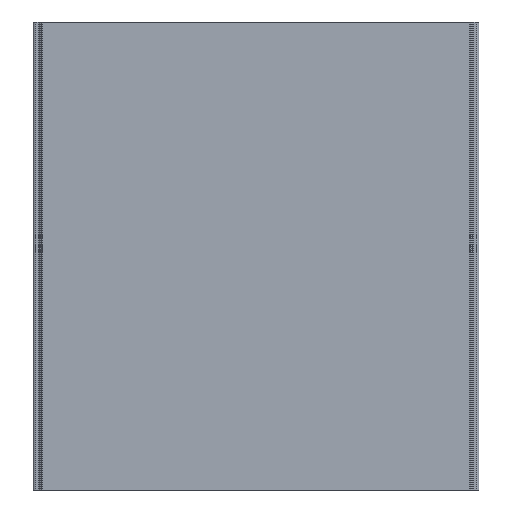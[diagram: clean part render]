
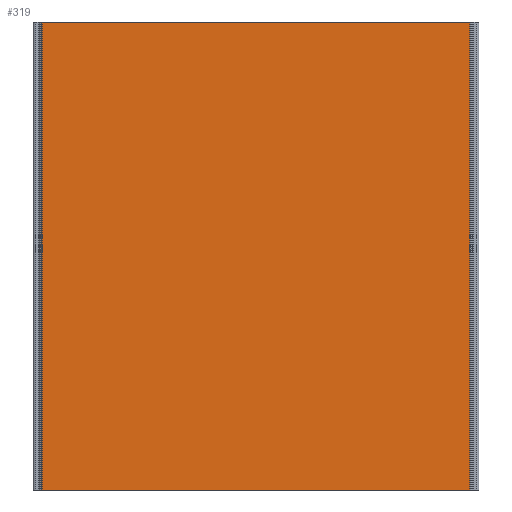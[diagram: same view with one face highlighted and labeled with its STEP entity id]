
A CAD part, front view. The second image highlights one B-rep face of the part: STEP entity #319.
In plain terms, the highlighted planar face has unit normal (0, -1, 0).
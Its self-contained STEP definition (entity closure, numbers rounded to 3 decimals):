
#105 = VERTEX_POINT('',#106);
#106 = CARTESIAN_POINT('',(73.036,-66.,-80.));
#113 = EDGE_CURVE('',#114,#105,#116,.T.);
#114 = VERTEX_POINT('',#115);
#115 = CARTESIAN_POINT('',(-73.036,-66.,-80.));
#116 = LINE('',#117,#118);
#117 = CARTESIAN_POINT('',(-73.25,-66.,-80.));
#118 = VECTOR('',#119,1.);
#119 = DIRECTION('',(1.,0.,0.));
#294 = VERTEX_POINT('',#295);
#295 = CARTESIAN_POINT('',(73.036,-66.,80.));
#302 = EDGE_CURVE('',#294,#105,#303,.T.);
#303 = LINE('',#304,#305);
#304 = CARTESIAN_POINT('',(73.036,-66.,0.));
#305 = VECTOR('',#306,1.);
#306 = DIRECTION('',(0.,0.,-1.));
#319 = ADVANCED_FACE('',(#320),#338,.T.);
#320 = FACE_BOUND('',#321,.T.);
#321 = EDGE_LOOP('',(#322,#323,#331,#337));
#322 = ORIENTED_EDGE('',*,*,#302,.F.);
#323 = ORIENTED_EDGE('',*,*,#324,.T.);
#324 = EDGE_CURVE('',#294,#325,#327,.T.);
#325 = VERTEX_POINT('',#326);
#326 = CARTESIAN_POINT('',(-73.036,-66.,80.));
#327 = LINE('',#328,#329);
#328 = CARTESIAN_POINT('',(-73.25,-66.,80.));
#329 = VECTOR('',#330,1.);
#330 = DIRECTION('',(-1.,0.,0.));
#331 = ORIENTED_EDGE('',*,*,#332,.F.);
#332 = EDGE_CURVE('',#114,#325,#333,.T.);
#333 = LINE('',#334,#335);
#334 = CARTESIAN_POINT('',(-73.036,-66.,0.));
#335 = VECTOR('',#336,1.);
#336 = DIRECTION('',(0.,0.,1.));
#337 = ORIENTED_EDGE('',*,*,#113,.T.);
#338 = PLANE('',#339);
#339 = AXIS2_PLACEMENT_3D('',#340,#341,#342);
#340 = CARTESIAN_POINT('',(73.25,-66.,0.));
#341 = DIRECTION('',(0.,-1.,0.));
#342 = DIRECTION('',(0.,0.,1.));
